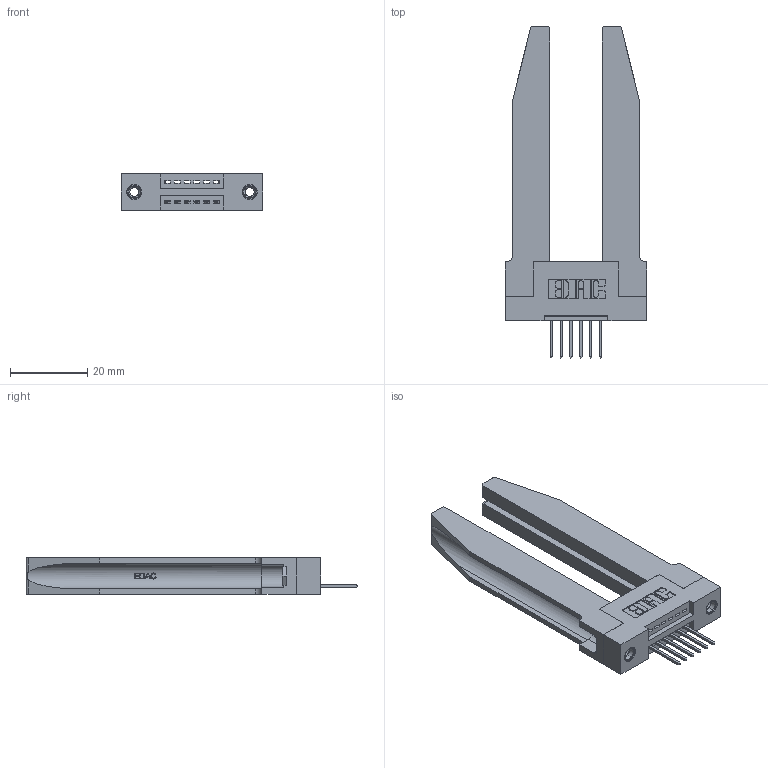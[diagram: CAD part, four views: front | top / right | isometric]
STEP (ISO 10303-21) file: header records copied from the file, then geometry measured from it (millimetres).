
FILE_DESCRIPTION (( 'STEP AP203' ), '1' );
FILE_NAME ('395-006-523-178.STEP', '2019-10-15T15:37:10', ( '' ), ( '' ), 'SwSTEP 2.0', 'SolidWorks 2016', '' );
FILE_SCHEMA (( 'CONFIG_CONTROL_DESIGN' ));
Length unit declared in the file: inch
Products named in the file (5): 345 Part_Flush Mounting Lugs - 0.156 Dia-TH; 345-250-001_345-250-001-102; 345-220-078_345-220-078; 345-292-001_345-293-123; 395-006-523-178
Assembly tree (11 placements, depth 2):
  395-006-523-178
    345 Part_Flush Mounting Lugs - 0.156 Dia-TH
    345-292-001_345-293-123  x6
    345-250-001_345-250-001-102  x2
    345-220-078_345-220-078  x2
Bounding box: 36.47 x 85.78 x 9.4 mm (x, y, z)
Volume: 10937.6 mm3; surface area: 10571.7 mm2
Topology: 11 solids, 11 shells, 708 faces, 2005 edges, 1318 vertices
Faces by surface type: plane 462, cylinder 194, bspline 36, cone 12, torus 4
Entity records: 14120 total; most frequent: CARTESIAN_POINT 3345, ORIENTED_EDGE 2182, DIRECTION 1981, EDGE_CURVE 1091, VECTOR 841, LINE 841, VERTEX_POINT 720, AXIS2_PLACEMENT_3D 570
